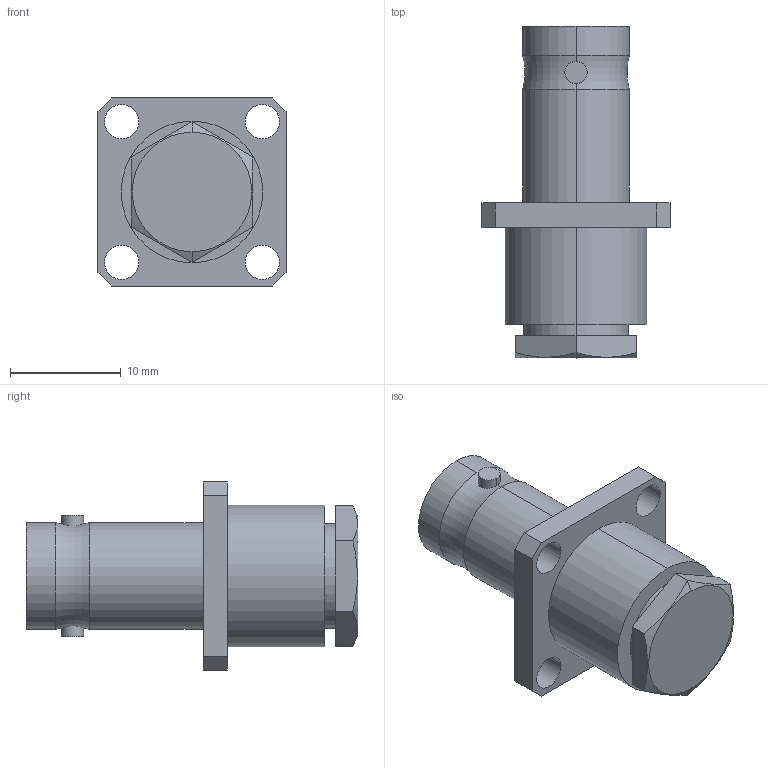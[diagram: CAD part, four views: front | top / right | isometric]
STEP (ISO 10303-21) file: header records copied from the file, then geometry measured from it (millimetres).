
FILE_DESCRIPTION((''),'2;1');
FILE_NAME('1','2021-09-06T',('Administrator'),(''),'PRO/ENGINEER BY PARAMETRIC TECHNOLOGY CORPORATION, 2012090','PRO/ENGINEER BY PARAMETRIC TECHNOLOGY CORPORATION, 2012090','');
FILE_SCHEMA(('CONFIG_CONTROL_DESIGN'));
Length unit declared in the file: millimetre
Products named in the file (1): 1
Bounding box: 17 x 30 x 17 mm (x, y, z)
Volume: 2675.6 mm3; surface area: 2022.4 mm2
Topology: 1 solids, 1 shells, 77 faces, 196 edges, 125 vertices
Faces by surface type: plane 39, cylinder 24, cone 12, torus 2
Entity records: 2504 total; most frequent: CARTESIAN_POINT 562, DIRECTION 406, ORIENTED_EDGE 388, EDGE_CURVE 194, AXIS2_PLACEMENT_3D 153, VERTEX_POINT 125, VECTOR 100, LINE 100
